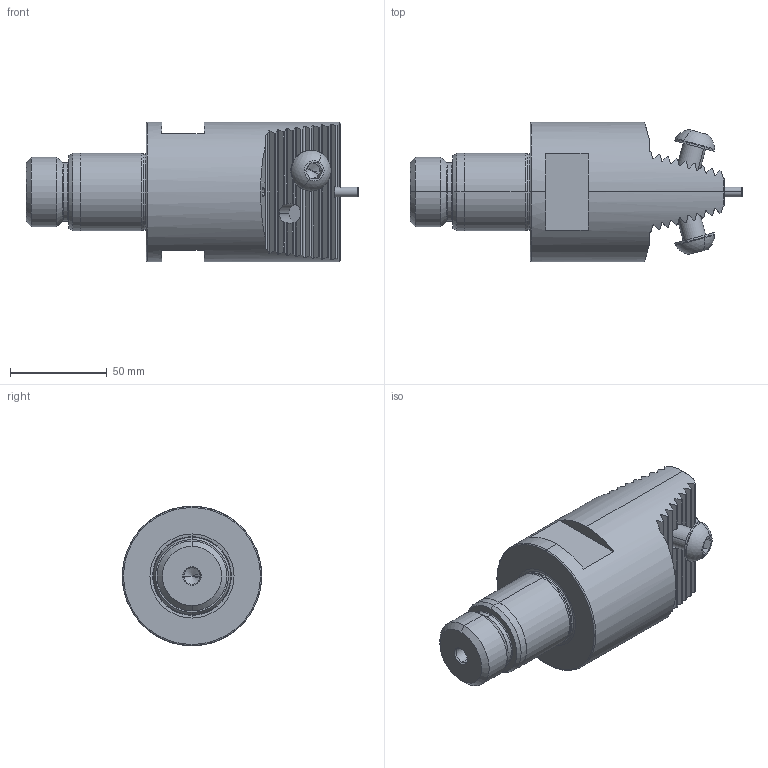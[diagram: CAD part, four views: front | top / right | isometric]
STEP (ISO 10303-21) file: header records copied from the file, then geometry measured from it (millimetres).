
FILE_DESCRIPTION (( 'STEP AP203' ), '1' );
FILE_NAME ('140.720.000C.STEP', '2018-03-05T09:54:47', ( 'SWIAdmin' ), ( 'Hewlett-Packard Company' ), 'SwSTEP 2.0', 'SolidWorks 2017', '' );
FILE_SCHEMA (( 'CONFIG_CONTROL_DESIGN' ));
Length unit declared in the file: millimetre
Products named in the file (6): CA7-Z72.K23.150_A; Z72-ER1.002.025_A; Z72-ER1.003.025_A_gespannt; Z72-ER1.001.025; Z42-ER2.001.019_A; 140.720.000C
Assembly tree (6 placements, depth 3):
  140.720.000C
    CA7-Z72.K23.150_A
    Z72-ER1.001.025  x2
      Z72-ER1.002.025_A
      Z72-ER1.003.025_A_gespannt
    Z42-ER2.001.019_A
Bounding box: 171.5 x 72 x 72 mm (x, y, z)
Volume: 385286.3 mm3; surface area: 50732.1 mm2
Topology: 6 solids, 6 shells, 328 faces, 847 edges, 522 vertices
Faces by surface type: plane 159, cylinder 97, cone 50, torus 18, sphere 4
Entity records: 9995 total; most frequent: CARTESIAN_POINT 2713, ORIENTED_EDGE 1522, DIRECTION 1295, EDGE_CURVE 761, AXIS2_PLACEMENT_3D 497, VERTEX_POINT 479, EDGE_LOOP 310, VECTOR 301
